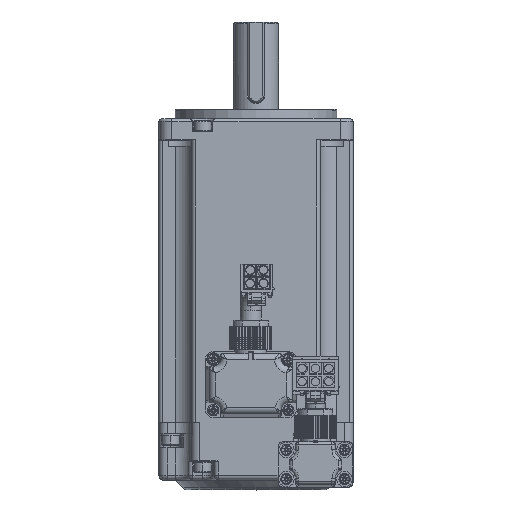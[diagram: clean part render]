
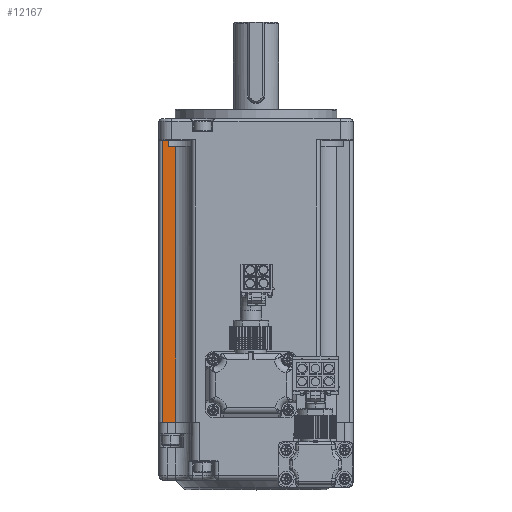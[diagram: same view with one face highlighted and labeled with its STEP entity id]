
A CAD part, top view. The second image highlights one B-rep face of the part: STEP entity #12167.
In plain terms, the highlighted planar face has unit normal (0, 0, 1).
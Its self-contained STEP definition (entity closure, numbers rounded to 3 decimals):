
#9265=CARTESIAN_POINT('',(-29.,67.7,-10.2));
#9266=VERTEX_POINT('',#9265);
#9274=CARTESIAN_POINT('',(-27.149,67.7,-10.2));
#9275=VERTEX_POINT('',#9274);
#9276=CARTESIAN_POINT('',(-27.149,67.7,-10.2));
#9277=DIRECTION('',(-1.,0.,0.));
#9278=VECTOR('',#9277,1.851);
#9279=LINE('',#9276,#9278);
#9280=EDGE_CURVE('',#9275,#9266,#9279,.T.);
#11938=CARTESIAN_POINT('',(-29.,-19.5,-10.2));
#11939=VERTEX_POINT('',#11938);
#11947=CARTESIAN_POINT('',(-29.,-19.5,-10.2));
#11948=DIRECTION('',(0.,1.,0.));
#11949=VECTOR('',#11948,87.2);
#11950=LINE('',#11947,#11949);
#11951=EDGE_CURVE('',#11939,#9266,#11950,.T.);
#12120=CARTESIAN_POINT('',(-26.9,24.099,-10.2));
#12121=DIRECTION('',(0.,1.,0.));
#12122=DIRECTION('',(0.,-0.,1.));
#12123=AXIS2_PLACEMENT_3D('',#12120,#12122,#12121);
#12124=PLANE('',#12123);
#12125=CARTESIAN_POINT('',(-27.149,65.7,-10.2));
#12126=VERTEX_POINT('',#12125);
#12127=CARTESIAN_POINT('',(-24.8,65.7,-10.2));
#12128=VERTEX_POINT('',#12127);
#12129=CARTESIAN_POINT('',(-27.149,65.7,-10.2));
#12130=DIRECTION('',(1.,0.,0.));
#12131=VECTOR('',#12130,2.349);
#12132=LINE('',#12129,#12131);
#12133=EDGE_CURVE('',#12126,#12128,#12132,.T.);
#12134=ORIENTED_EDGE('',*,*,#12133,.F.);
#12135=CARTESIAN_POINT('',(-27.149,67.7,-10.2));
#12136=DIRECTION('',(0.,-1.,0.));
#12137=VECTOR('',#12136,2.);
#12138=LINE('',#12135,#12137);
#12139=EDGE_CURVE('',#9275,#12126,#12138,.T.);
#12140=ORIENTED_EDGE('',*,*,#12139,.F.);
#12141=ORIENTED_EDGE('',*,*,#9280,.T.);
#12142=ORIENTED_EDGE('',*,*,#11951,.F.);
#12143=CARTESIAN_POINT('',(-28.48,-19.501,-10.2));
#12144=VERTEX_POINT('',#12143);
#12145=CARTESIAN_POINT('',(-29.,-19.5,-10.2));
#12146=DIRECTION('',(1.,-0.003,0.));
#12147=VECTOR('',#12146,0.52);
#12148=LINE('',#12145,#12147);
#12149=EDGE_CURVE('',#11939,#12144,#12148,.T.);
#12150=ORIENTED_EDGE('',*,*,#12149,.T.);
#12151=CARTESIAN_POINT('',(-24.8,-19.5,-10.2));
#12152=VERTEX_POINT('',#12151);
#12153=CARTESIAN_POINT('',(-28.48,-19.501,-10.2));
#12154=DIRECTION('',(1.,0.,0.));
#12155=VECTOR('',#12154,3.68);
#12156=LINE('',#12153,#12155);
#12157=EDGE_CURVE('',#12144,#12152,#12156,.T.);
#12158=ORIENTED_EDGE('',*,*,#12157,.T.);
#12159=CARTESIAN_POINT('',(-24.8,65.7,-10.2));
#12160=DIRECTION('',(0.,-1.,0.));
#12161=VECTOR('',#12160,85.2);
#12162=LINE('',#12159,#12161);
#12163=EDGE_CURVE('',#12128,#12152,#12162,.T.);
#12164=ORIENTED_EDGE('',*,*,#12163,.F.);
#12165=EDGE_LOOP('',(#12134,#12140,#12141,#12142,#12150,#12158,#12164));
#12166=FACE_OUTER_BOUND('',#12165,.T.);
#12167=ADVANCED_FACE('',(#12166),#12124,.T.);
